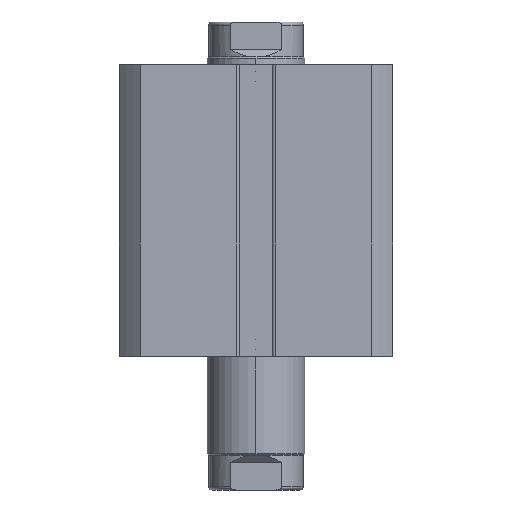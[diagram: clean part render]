
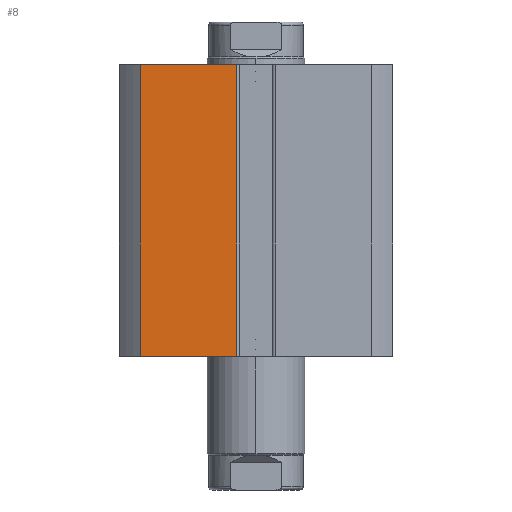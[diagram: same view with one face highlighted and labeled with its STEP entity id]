
A CAD part, front view. The second image highlights one B-rep face of the part: STEP entity #8.
In plain terms, the highlighted planar face has unit normal (0, -1, 0).
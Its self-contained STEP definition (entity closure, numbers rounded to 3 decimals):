
#8 = ADVANCED_FACE ( 'NONE', ( #2010 ), #3325, .F. ) ;
#372 = CARTESIAN_POINT ( 'NONE',  ( -3.2, -22.5, 0. ) ) ;
#373 = CARTESIAN_POINT ( 'NONE',  ( -19.079, -22.5, 0. ) ) ;
#430 = CARTESIAN_POINT ( 'NONE',  ( -19.079, -22.5, 48. ) ) ;
#501 = CARTESIAN_POINT ( 'NONE',  ( -3.2, -22.5, 48. ) ) ;
#790 = DIRECTION ( 'NONE',  ( 1., 0., 0. ) ) ;
#791 = CARTESIAN_POINT ( 'NONE',  ( -22.5, -22.5, 48. ) ) ;
#1159 = DIRECTION ( 'NONE',  ( 0., 0., 1. ) ) ;
#1160 = CARTESIAN_POINT ( 'NONE',  ( -3.2, -22.5, 48. ) ) ;
#1308 = DIRECTION ( 'NONE',  ( 1., 0., 0. ) ) ;
#1309 = CARTESIAN_POINT ( 'NONE',  ( -22.5, -22.5, 0. ) ) ;
#2010 = FACE_OUTER_BOUND ( 'NONE', #2343, .T. ) ;
#2343 = EDGE_LOOP ( 'NONE', ( #6787, #6791, #6800, #6802 ) ) ;
#2615 = VECTOR ( 'NONE', #1308, 1000. ) ;
#2617 = LINE ( 'NONE', #1309, #2615 ) ;
#2708 = LINE ( 'NONE', #1160, #2709 ) ;
#2709 = VECTOR ( 'NONE', #1159, 1000. ) ;
#2925 = AXIS2_PLACEMENT_3D ( 'NONE', #3320, #3313, #3311 ) ;
#2975 = EDGE_CURVE ( 'NONE', #3454, #3455, #2617, .T. ) ;
#3034 = EDGE_CURVE ( 'NONE', #3455, #3315, #2708, .T. ) ;
#3152 = EDGE_CURVE ( 'NONE', #3406, #3315, #4655, .T. ) ;
#3311 = DIRECTION ( 'NONE',  ( 0., 0., 1. ) ) ;
#3313 = DIRECTION ( 'NONE',  ( 0., 1., 0. ) ) ;
#3315 = VERTEX_POINT ( 'NONE', #501 ) ;
#3320 = CARTESIAN_POINT ( 'NONE',  ( -22.5, -22.5, 48. ) ) ;
#3325 = PLANE ( 'NONE',  #2925 ) ;
#3406 = VERTEX_POINT ( 'NONE', #430 ) ;
#3454 = VERTEX_POINT ( 'NONE', #373 ) ;
#3455 = VERTEX_POINT ( 'NONE', #372 ) ;
#4084 = EDGE_CURVE ( 'NONE', #3454, #3406, #5349, .T. ) ;
#4655 = LINE ( 'NONE', #791, #4656 ) ;
#4656 = VECTOR ( 'NONE', #790, 1000. ) ;
#5349 = LINE ( 'NONE', #6451, #5355 ) ;
#5355 = VECTOR ( 'NONE', #6452, 1000. ) ;
#6451 = CARTESIAN_POINT ( 'NONE',  ( -19.079, -22.5, 0. ) ) ;
#6452 = DIRECTION ( 'NONE',  ( 0., 0., 1. ) ) ;
#6787 = ORIENTED_EDGE ( 'NONE', *, *, #4084, .F. ) ;
#6791 = ORIENTED_EDGE ( 'NONE', *, *, #2975, .T. ) ;
#6800 = ORIENTED_EDGE ( 'NONE', *, *, #3034, .T. ) ;
#6802 = ORIENTED_EDGE ( 'NONE', *, *, #3152, .F. ) ;
